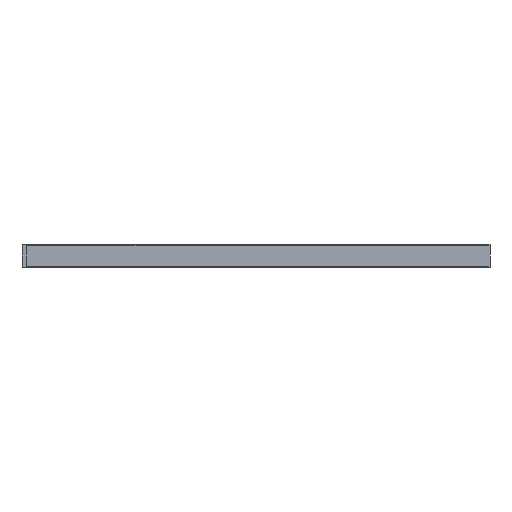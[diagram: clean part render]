
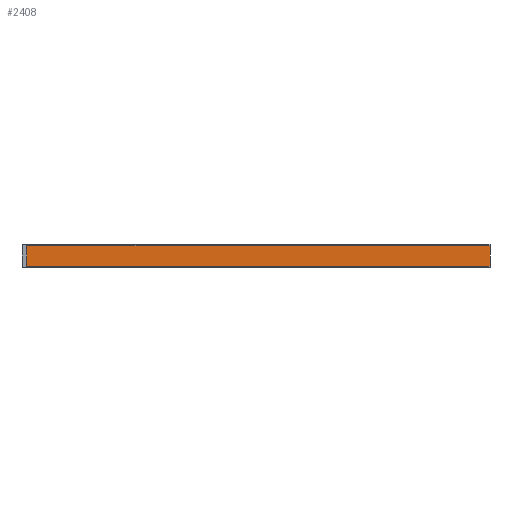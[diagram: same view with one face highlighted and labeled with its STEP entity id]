
A CAD part, top view. The second image highlights one B-rep face of the part: STEP entity #2408.
In plain terms, the highlighted planar face has unit normal (0, 0, 1).
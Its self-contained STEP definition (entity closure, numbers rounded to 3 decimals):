
#288=FACE_OUTER_BOUND('',#413,.T.);
#413=EDGE_LOOP('',(#1976,#1977,#1978,#1979,#1980,#1981));
#527=LINE('',#3677,#768);
#615=LINE('',#3962,#856);
#617=LINE('',#3965,#858);
#624=LINE('',#3991,#865);
#625=LINE('',#3993,#866);
#626=LINE('',#3994,#867);
#768=VECTOR('',#2877,1.);
#856=VECTOR('',#3171,1.);
#858=VECTOR('',#3175,1.);
#865=VECTOR('',#3202,1.);
#866=VECTOR('',#3203,1.);
#867=VECTOR('',#3204,1.);
#1038=VERTEX_POINT('',#3674);
#1039=VERTEX_POINT('',#3676);
#1061=VERTEX_POINT('',#3721);
#1130=VERTEX_POINT('',#3941);
#1142=VERTEX_POINT('',#3990);
#1143=VERTEX_POINT('',#3992);
#1304=EDGE_CURVE('',#1038,#1039,#527,.T.);
#1447=EDGE_CURVE('',#1061,#1130,#615,.T.);
#1449=EDGE_CURVE('',#1130,#1038,#617,.T.);
#1461=EDGE_CURVE('',#1061,#1142,#624,.T.);
#1462=EDGE_CURVE('',#1143,#1142,#625,.T.);
#1463=EDGE_CURVE('',#1143,#1039,#626,.T.);
#1976=ORIENTED_EDGE('',*,*,#1461,.T.);
#1977=ORIENTED_EDGE('',*,*,#1462,.F.);
#1978=ORIENTED_EDGE('',*,*,#1463,.T.);
#1979=ORIENTED_EDGE('',*,*,#1304,.F.);
#1980=ORIENTED_EDGE('',*,*,#1449,.F.);
#1981=ORIENTED_EDGE('',*,*,#1447,.F.);
#2319=PLANE('',#2635);
#2408=ADVANCED_FACE('',(#288),#2319,.F.);
#2635=AXIS2_PLACEMENT_3D('',#3989,#3200,#3201);
#2877=DIRECTION('',(0.,-1.,0.));
#3171=DIRECTION('',(0.,1.,0.));
#3175=DIRECTION('',(1.,0.,0.));
#3200=DIRECTION('center_axis',(0.,0.,-1.));
#3201=DIRECTION('ref_axis',(0.,1.,0.));
#3202=DIRECTION('',(0.,-1.,0.));
#3203=DIRECTION('',(0.,1.,0.));
#3204=DIRECTION('',(1.,0.,0.));
#3674=CARTESIAN_POINT('',(3089.013,212.769,-37.8));
#3676=CARTESIAN_POINT('',(3089.013,68.169,-37.8));
#3677=CARTESIAN_POINT('',(3089.013,212.769,-37.8));
#3721=CARTESIAN_POINT('',(90.003,177.969,-37.8));
#3941=CARTESIAN_POINT('',(90.003,212.769,-37.8));
#3962=CARTESIAN_POINT('',(90.003,115.469,-37.8));
#3965=CARTESIAN_POINT('',(1589.013,212.769,-37.8));
#3989=CARTESIAN_POINT('Origin',(1589.013,-31.831,-37.8));
#3990=CARTESIAN_POINT('',(90.003,102.969,-37.8));
#3991=CARTESIAN_POINT('',(90.003,177.969,-37.8));
#3992=CARTESIAN_POINT('',(90.003,68.169,-37.8));
#3993=CARTESIAN_POINT('',(90.003,40.469,-37.8));
#3994=CARTESIAN_POINT('',(1589.013,68.169,-37.8));
